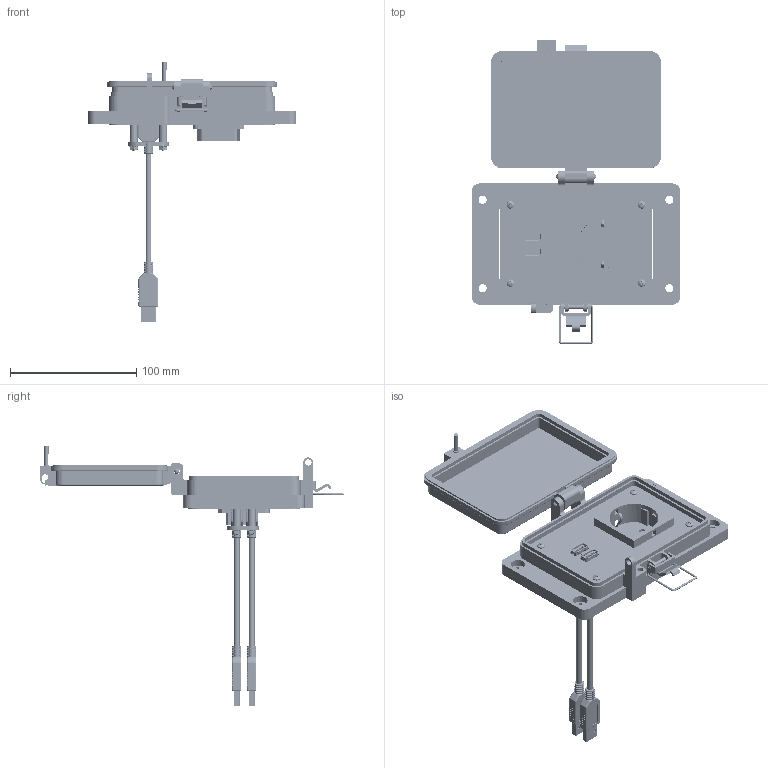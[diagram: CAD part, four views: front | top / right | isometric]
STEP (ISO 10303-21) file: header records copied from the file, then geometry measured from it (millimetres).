
FILE_DESCRIPTION (( 'STEP AP203' ), '1' );
FILE_NAME ('P-P11#2-M4RE0_3D.STEP', '2022-08-29T17:55:40', ( '' ), ( '' ), 'SwSTEP 2.0', 'SolidWorks 2021', '' );
FILE_SCHEMA (( 'CONFIG_CONTROL_DESIGN' ));
Length unit declared in the file: millimetre
Products named in the file (14): Z-200-OTLT-RE; RE; P-P11#2-M4RE0_FP060_1; P-P11#2-M4RE0_TP120_1; Z-000-440112FH_90273A119; P11; Z-H-M4_B; 92005A124_METRIC PAN HEAD PHILLIPS MACHINE SCREW_92005A124; -M4; P-P11#2-M4RE0_3D; Z-020-3047; Z-002-4401_4HN_90675A005; P-P11#2-M4RE0_BP180_1; Z-001-SPR_1-1_4
Assembly tree (26 placements, depth 3):
  P-P11#2-M4RE0_3D
    -M4
      Z-H-M4_B
    P-P11#2-M4RE0_BP180_1
    P-P11#2-M4RE0_FP060_1
    P-P11#2-M4RE0_TP120_1
    P11  x2
      Z-020-3047
    Z-000-440112FH_90273A119  x4
    Z-001-SPR_1-1_4  x4
    Z-002-4401_4HN_90675A005  x4
    RE
      Z-200-OTLT-RE
    92005A124_METRIC PAN HEAD PHILLIPS MACHINE SCREW_92005A124  x4
Bounding box: 164.96 x 240.59 x 206.58 mm (x, y, z)
Volume: 276208.3 mm3; surface area: 165181.1 mm2
Topology: 50 solids, 50 shells, 4638 faces, 13249 edges, 8679 vertices
Faces by surface type: cylinder 2339, plane 1802, bspline 265, cone 208, torus 16, sphere 8
Entity records: 82961 total; most frequent: CARTESIAN_POINT 27403, ORIENTED_EDGE 12072, DIRECTION 10411, EDGE_CURVE 6036, VERTEX_POINT 3970, LINE 3519, VECTOR 3519, AXIS2_PLACEMENT_3D 3446
